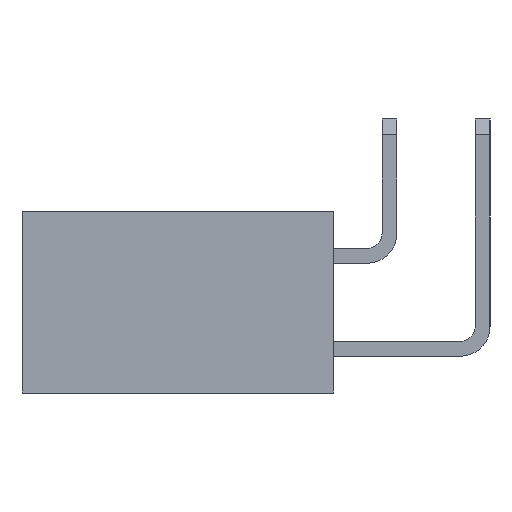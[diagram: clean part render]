
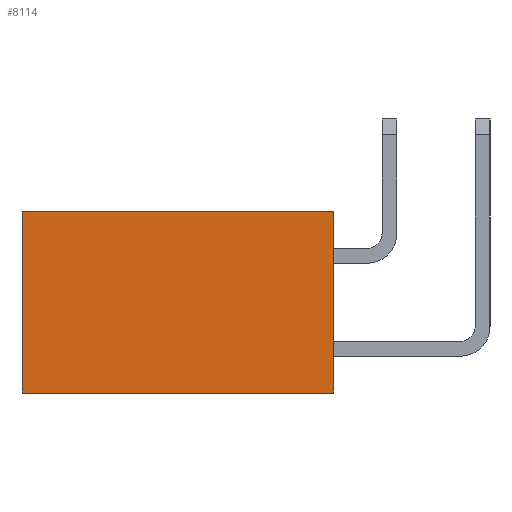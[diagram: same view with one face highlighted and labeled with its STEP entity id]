
A CAD part, left-side view. The second image highlights one B-rep face of the part: STEP entity #8114.
In plain terms, the highlighted planar face has unit normal (-1, 0, 0).
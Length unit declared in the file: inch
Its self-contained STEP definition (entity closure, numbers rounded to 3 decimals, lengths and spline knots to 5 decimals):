
#715=ORIENTED_EDGE('',*,*,#2920,.T.);
#716=ORIENTED_EDGE('',*,*,#2583,.F.);
#717=ORIENTED_EDGE('',*,*,#2945,.F.);
#718=ORIENTED_EDGE('',*,*,#2575,.T.);
#2575=EDGE_CURVE('',#3752,#3751,#4535,.T.);
#2583=EDGE_CURVE('',#3759,#3760,#4543,.T.);
#2920=EDGE_CURVE('',#3751,#3760,#4880,.T.);
#2945=EDGE_CURVE('',#3752,#3759,#4905,.T.);
#3751=VERTEX_POINT('',#11183);
#3752=VERTEX_POINT('',#11185);
#3759=VERTEX_POINT('',#11200);
#3760=VERTEX_POINT('',#11202);
#4535=LINE('',#11184,#5615);
#4543=LINE('',#11201,#5623);
#4880=LINE('',#11874,#5960);
#4905=LINE('',#11912,#5985);
#5615=VECTOR('',#9019,39.37008);
#5623=VECTOR('',#9029,39.37008);
#5960=VECTOR('',#9560,39.37008);
#5985=VECTOR('',#9611,39.37008);
#6758=EDGE_LOOP('',(#715,#716,#717,#718));
#7250=FACE_BOUND('',#6758,.T.);
#7742=PLANE('',#8560);
#8114=ADVANCED_FACE('',(#7250),#7742,.F.);
#8560=AXIS2_PLACEMENT_3D('',#11911,#9609,#9610);
#9019=DIRECTION('',(0.,-1.,0.));
#9029=DIRECTION('',(0.,-1.,0.));
#9560=DIRECTION('',(0.,0.,1.));
#9609=DIRECTION('',(1.,0.,0.));
#9610=DIRECTION('',(0.,0.,-1.));
#9611=DIRECTION('',(0.,0.,1.));
#11183=CARTESIAN_POINT('',(-0.61,0.,-0.0975));
#11184=CARTESIAN_POINT('',(-0.61,0.335,-0.0975));
#11185=CARTESIAN_POINT('',(-0.61,0.335,-0.0975));
#11200=CARTESIAN_POINT('',(-0.61,0.335,0.0975));
#11201=CARTESIAN_POINT('',(-0.61,0.335,0.0975));
#11202=CARTESIAN_POINT('',(-0.61,0.,0.0975));
#11874=CARTESIAN_POINT('',(-0.61,0.,-0.0975));
#11911=CARTESIAN_POINT('',(-0.61,0.335,-0.0975));
#11912=CARTESIAN_POINT('',(-0.61,0.335,-0.0975));
